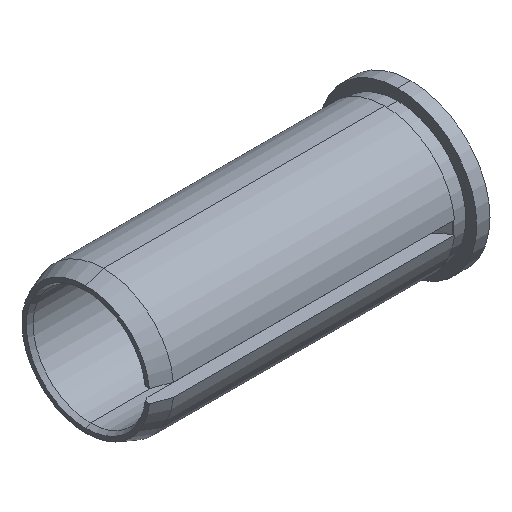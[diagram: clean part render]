
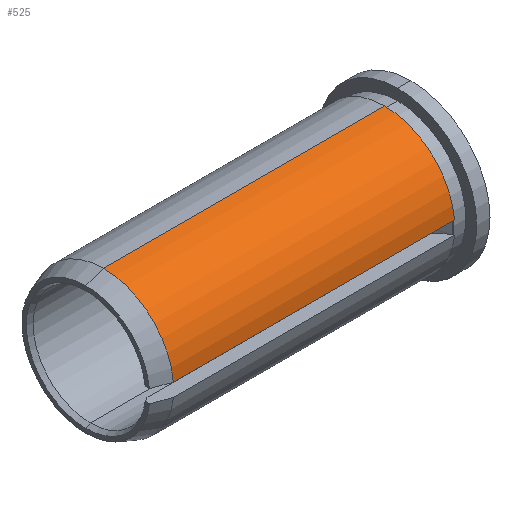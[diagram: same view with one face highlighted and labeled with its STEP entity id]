
A CAD part, isometric view. The second image highlights one B-rep face of the part: STEP entity #525.
In plain terms, the highlighted cylindrical face has radius 8 mm (diameter 16 mm), a partial arc.
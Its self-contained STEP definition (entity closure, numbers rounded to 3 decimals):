
#11 = CYLINDRICAL_SURFACE ( 'NONE', #614, 8. ) ;
#36 = FACE_OUTER_BOUND ( 'NONE', #183, .T. ) ;
#48 = ORIENTED_EDGE ( 'NONE', *, *, #428, .T. ) ;
#61 = EDGE_CURVE ( 'NONE', #618, #167, #584, .T. ) ;
#71 = CARTESIAN_POINT ( 'NONE',  ( -3., -7.965, 0.75 ) ) ;
#84 = DIRECTION ( 'NONE',  ( -1., 0., 0. ) ) ;
#94 = DIRECTION ( 'NONE',  ( -1., 0., 0. ) ) ;
#167 = VERTEX_POINT ( 'NONE', #238 ) ;
#168 = ORIENTED_EDGE ( 'NONE', *, *, #682, .T. ) ;
#183 = EDGE_LOOP ( 'NONE', ( #48, #168, #592, #700 ) ) ;
#188 = CARTESIAN_POINT ( 'NONE',  ( -38.588, 0., 8. ) ) ;
#192 = DIRECTION ( 'NONE',  ( -1., 0., 0. ) ) ;
#203 = EDGE_CURVE ( 'NONE', #336, #618, #528, .T. ) ;
#220 = DIRECTION ( 'NONE',  ( 0., 0., 1. ) ) ;
#227 = VERTEX_POINT ( 'NONE', #296 ) ;
#231 = VECTOR ( 'NONE', #84, 1000. ) ;
#238 = CARTESIAN_POINT ( 'NONE',  ( -35., 0., 8. ) ) ;
#277 = CARTESIAN_POINT ( 'NONE',  ( -35., -7.965, 0.75 ) ) ;
#296 = CARTESIAN_POINT ( 'NONE',  ( -3., 0., 8. ) ) ;
#319 = AXIS2_PLACEMENT_3D ( 'NONE', #699, #638, #220 ) ;
#333 = DIRECTION ( 'NONE',  ( 0., 0., 1. ) ) ;
#336 = VERTEX_POINT ( 'NONE', #71 ) ;
#364 = VECTOR ( 'NONE', #655, 1000. ) ;
#385 = CARTESIAN_POINT ( 'NONE',  ( -38.588, 0., 0. ) ) ;
#398 = CIRCLE ( 'NONE', #556, 8. ) ;
#428 = EDGE_CURVE ( 'NONE', #336, #227, #398, .T. ) ;
#525 = ADVANCED_FACE ( 'NONE', ( #36 ), #11, .T. ) ;
#528 = LINE ( 'NONE', #710, #364 ) ;
#556 = AXIS2_PLACEMENT_3D ( 'NONE', #641, #94, #333 ) ;
#584 = CIRCLE ( 'NONE', #319, 8. ) ;
#592 = ORIENTED_EDGE ( 'NONE', *, *, #61, .F. ) ;
#614 = AXIS2_PLACEMENT_3D ( 'NONE', #385, #192, #688 ) ;
#618 = VERTEX_POINT ( 'NONE', #277 ) ;
#638 = DIRECTION ( 'NONE',  ( -1., 0., 0. ) ) ;
#641 = CARTESIAN_POINT ( 'NONE',  ( -3., 0., 0. ) ) ;
#655 = DIRECTION ( 'NONE',  ( -1., 0., 0. ) ) ;
#682 = EDGE_CURVE ( 'NONE', #227, #167, #705, .T. ) ;
#688 = DIRECTION ( 'NONE',  ( 0., 0., 1. ) ) ;
#699 = CARTESIAN_POINT ( 'NONE',  ( -35., 0., 0. ) ) ;
#700 = ORIENTED_EDGE ( 'NONE', *, *, #203, .F. ) ;
#705 = LINE ( 'NONE', #188, #231 ) ;
#710 = CARTESIAN_POINT ( 'NONE',  ( -38.588, -7.965, 0.75 ) ) ;
